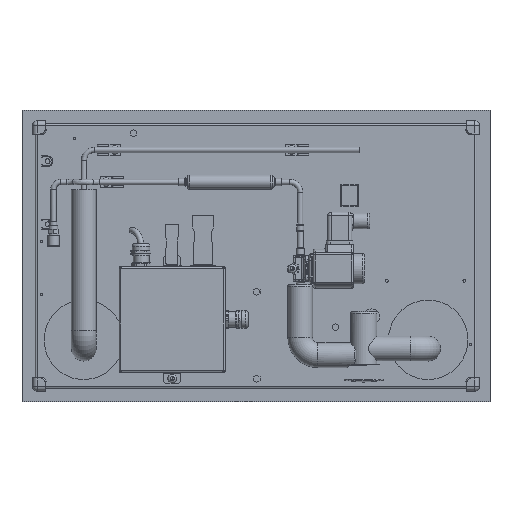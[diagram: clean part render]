
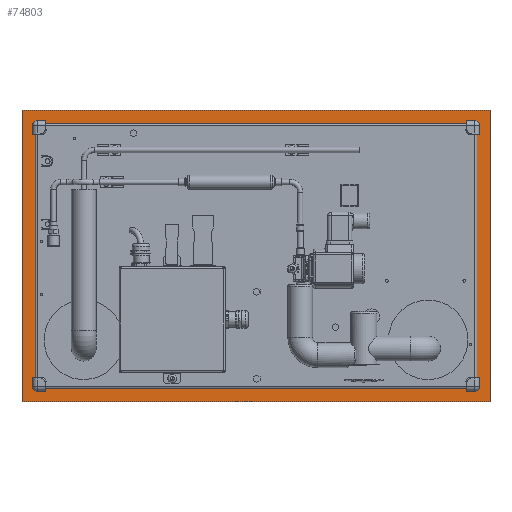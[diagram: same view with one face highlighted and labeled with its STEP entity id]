
A CAD part, top view. The second image highlights one B-rep face of the part: STEP entity #74803.
In plain terms, the highlighted planar face has unit normal (0, 0, 1).
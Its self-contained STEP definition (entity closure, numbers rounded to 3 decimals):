
#2007=FACE_BOUND('',#12711,.T.);
#8648=FACE_OUTER_BOUND('',#12710,.T.);
#12710=EDGE_LOOP('',(#61158,#61159,#61160,#61161));
#12711=EDGE_LOOP('',(#61162,#61163,#61164,#61165,#61166,#61167,#61168,#61169));
#15238=LINE('',#107156,#21999);
#15240=LINE('',#107160,#22001);
#15242=LINE('',#107164,#22003);
#15243=LINE('',#107166,#22004);
#19024=LINE('',#128353,#25785);
#19028=LINE('',#128360,#25789);
#19031=LINE('',#128366,#25792);
#19033=LINE('',#128370,#25794);
#19034=LINE('',#128372,#25795);
#19035=LINE('',#128374,#25796);
#19036=LINE('',#128376,#25797);
#19037=LINE('',#128377,#25798);
#21999=VECTOR('',#86184,10.);
#22001=VECTOR('',#86188,10.);
#22003=VECTOR('',#86192,10.);
#22004=VECTOR('',#86195,10.);
#25785=VECTOR('',#97484,10.);
#25789=VECTOR('',#97490,10.);
#25792=VECTOR('',#97495,10.);
#25794=VECTOR('',#97499,10.);
#25795=VECTOR('',#97500,10.);
#25796=VECTOR('',#97501,10.);
#25797=VECTOR('',#97502,10.);
#25798=VECTOR('',#97503,10.);
#28615=VERTEX_POINT('',#107152);
#28616=VERTEX_POINT('',#107154);
#28617=VERTEX_POINT('',#107158);
#28618=VERTEX_POINT('',#107162);
#32504=VERTEX_POINT('',#128351);
#32505=VERTEX_POINT('',#128352);
#32507=VERTEX_POINT('',#128359);
#32509=VERTEX_POINT('',#128364);
#32510=VERTEX_POINT('',#128369);
#32511=VERTEX_POINT('',#128371);
#32512=VERTEX_POINT('',#128373);
#32513=VERTEX_POINT('',#128375);
#36182=EDGE_CURVE('',#28616,#28615,#15238,.T.);
#36184=EDGE_CURVE('',#28615,#28617,#15240,.T.);
#36186=EDGE_CURVE('',#28617,#28618,#15242,.T.);
#36187=EDGE_CURVE('',#28618,#28616,#15243,.T.);
#42302=EDGE_CURVE('',#32504,#32505,#19024,.T.);
#42306=EDGE_CURVE('',#32507,#32504,#19028,.T.);
#42309=EDGE_CURVE('',#32509,#32507,#19031,.T.);
#42311=EDGE_CURVE('',#32509,#32510,#19033,.T.);
#42312=EDGE_CURVE('',#32510,#32511,#19034,.T.);
#42313=EDGE_CURVE('',#32511,#32512,#19035,.T.);
#42314=EDGE_CURVE('',#32512,#32513,#19036,.T.);
#42315=EDGE_CURVE('',#32513,#32505,#19037,.T.);
#61158=ORIENTED_EDGE('',*,*,#36182,.F.);
#61159=ORIENTED_EDGE('',*,*,#36187,.F.);
#61160=ORIENTED_EDGE('',*,*,#36186,.F.);
#61161=ORIENTED_EDGE('',*,*,#36184,.F.);
#61162=ORIENTED_EDGE('',*,*,#42309,.F.);
#61163=ORIENTED_EDGE('',*,*,#42311,.T.);
#61164=ORIENTED_EDGE('',*,*,#42312,.T.);
#61165=ORIENTED_EDGE('',*,*,#42313,.T.);
#61166=ORIENTED_EDGE('',*,*,#42314,.T.);
#61167=ORIENTED_EDGE('',*,*,#42315,.T.);
#61168=ORIENTED_EDGE('',*,*,#42302,.F.);
#61169=ORIENTED_EDGE('',*,*,#42306,.F.);
#67502=PLANE('',#80651);
#74803=ADVANCED_FACE('',(#8648,#2007),#67502,.F.);
#80651=AXIS2_PLACEMENT_3D('',#128368,#97497,#97498);
#86184=DIRECTION('',(0.,-1.,0.));
#86188=DIRECTION('',(-1.,0.,0.));
#86192=DIRECTION('',(0.,1.,0.));
#86195=DIRECTION('',(1.,0.,0.));
#97484=DIRECTION('',(0.,1.,0.));
#97490=DIRECTION('',(1.,0.,0.));
#97495=DIRECTION('',(0.,-1.,0.));
#97497=DIRECTION('center_axis',(0.,0.,
-1.));
#97498=DIRECTION('ref_axis',(0.,-1.,0.));
#97499=DIRECTION('',(-1.,0.,0.));
#97500=DIRECTION('',(0.,1.,0.));
#97501=DIRECTION('',(1.,0.,0.));
#97502=DIRECTION('',(0.,-1.,0.));
#97503=DIRECTION('',(-1.,0.,0.));
#107152=CARTESIAN_POINT('',(265.,-165.,10.));
#107154=CARTESIAN_POINT('',(265.,165.,10.));
#107156=CARTESIAN_POINT('',(265.,165.,10.));
#107158=CARTESIAN_POINT('',(-265.,-165.,10.));
#107160=CARTESIAN_POINT('',(265.,-165.,10.));
#107162=CARTESIAN_POINT('',(-265.,165.,10.));
#107164=CARTESIAN_POINT('',(-265.,-165.,10.));
#107166=CARTESIAN_POINT('',(-265.,165.,10.));
#128351=CARTESIAN_POINT('',(249.895,-150.07,10.));
#128352=CARTESIAN_POINT('',(249.895,-150.,10.));
#128353=CARTESIAN_POINT('',(249.895,-75.,10.));
#128359=CARTESIAN_POINT('',(-249.895,-150.07,10.));
#128360=CARTESIAN_POINT('',(-125.,-150.07,10.));
#128364=CARTESIAN_POINT('',(-249.895,-150.,10.));
#128366=CARTESIAN_POINT('',(-249.895,75.,10.));
#128368=CARTESIAN_POINT('Origin',(0.,0.,10.));
#128369=CARTESIAN_POINT('',(-250.,-150.,10.));
#128370=CARTESIAN_POINT('',(125.,-150.,10.));
#128371=CARTESIAN_POINT('',(-250.,150.,10.));
#128372=CARTESIAN_POINT('',(-250.,-75.,10.));
#128373=CARTESIAN_POINT('',(250.,150.,10.));
#128374=CARTESIAN_POINT('',(-125.,150.,10.));
#128375=CARTESIAN_POINT('',(250.,-150.,10.));
#128376=CARTESIAN_POINT('',(250.,75.,10.));
#128377=CARTESIAN_POINT('',(125.,-150.,10.));
